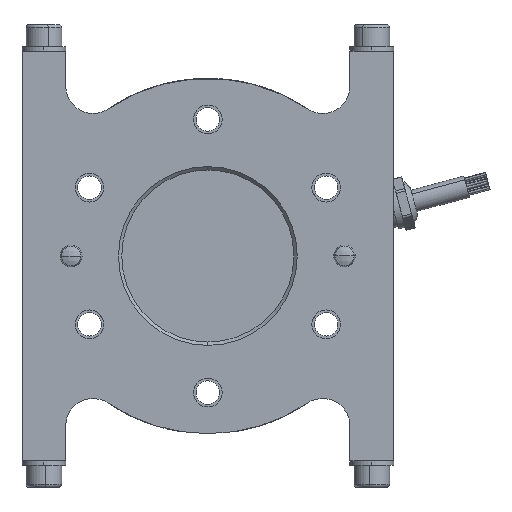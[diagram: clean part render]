
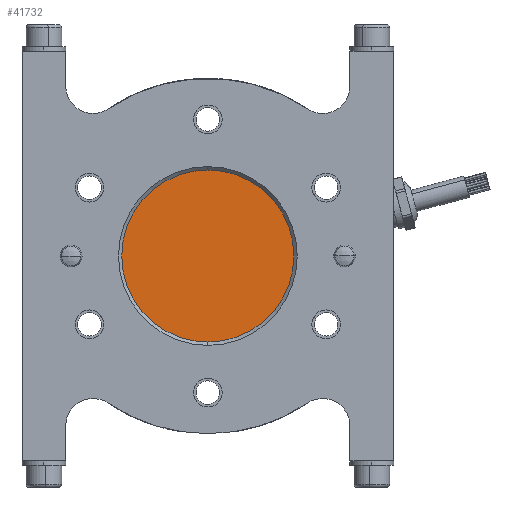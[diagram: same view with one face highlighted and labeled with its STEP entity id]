
A CAD part, front view. The second image highlights one B-rep face of the part: STEP entity #41732.
In plain terms, the highlighted planar face has unit normal (0, -1, 0).
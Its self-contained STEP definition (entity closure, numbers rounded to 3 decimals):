
#1220 = DIRECTION ( 'NONE',  ( 0., -1., 0. ) ) ;
#1327 = CIRCLE ( 'NONE', #17529, 3. ) ;
#1701 = AXIS2_PLACEMENT_3D ( 'NONE', #34519, #1220, #40115 ) ;
#2522 = VERTEX_POINT ( 'NONE', #3300 ) ;
#2858 = CARTESIAN_POINT ( 'NONE',  ( -16.693, -27.9, -35.799 ) ) ;
#2927 = CARTESIAN_POINT ( 'NONE',  ( 35.799, -27.9, -16.693 ) ) ;
#3040 = ORIENTED_EDGE ( 'NONE', *, *, #29308, .F. ) ;
#3258 = ORIENTED_EDGE ( 'NONE', *, *, #45543, .F. ) ;
#3300 = CARTESIAN_POINT ( 'NONE',  ( 0., -27.9, -45. ) ) ;
#3355 = ORIENTED_EDGE ( 'NONE', *, *, #69433, .F. ) ;
#4157 = DIRECTION ( 'NONE',  ( 0., -1., 0. ) ) ;
#4202 = CIRCLE ( 'NONE', #30176, 3. ) ;
#5884 = CARTESIAN_POINT ( 'NONE',  ( 0., -27.9, 0. ) ) ;
#8269 = AXIS2_PLACEMENT_3D ( 'NONE', #2927, #41839, #8514 ) ;
#8441 = DIRECTION ( 'NONE',  ( 0., 0., 1. ) ) ;
#8514 = DIRECTION ( 'NONE',  ( 0., 0., 1. ) ) ;
#10091 = CARTESIAN_POINT ( 'NONE',  ( -35.799, -27.9, 16.693 ) ) ;
#10418 = EDGE_CURVE ( 'NONE', #40404, #28147, #46579, .T. ) ;
#10668 = AXIS2_PLACEMENT_3D ( 'NONE', #46333, #12990, #51930 ) ;
#11471 = DIRECTION ( 'NONE',  ( 0., 0., 1. ) ) ;
#11781 = CARTESIAN_POINT ( 'NONE',  ( 16.693, -27.9, 35.799 ) ) ;
#12990 = DIRECTION ( 'NONE',  ( 0., 1., 0. ) ) ;
#14553 = FACE_BOUND ( 'NONE', #22907, .T. ) ;
#15704 = CARTESIAN_POINT ( 'NONE',  ( 16.693, -27.9, 35.799 ) ) ;
#15707 = DIRECTION ( 'NONE',  ( 0., 0., 1. ) ) ;
#16699 = VERTEX_POINT ( 'NONE', #52723 ) ;
#17378 = DIRECTION ( 'NONE',  ( 0., 0., 1. ) ) ;
#17529 = AXIS2_PLACEMENT_3D ( 'NONE', #2858, #41768, #8441 ) ;
#18334 = PLANE ( 'NONE',  #10668 ) ;
#20948 = CARTESIAN_POINT ( 'NONE',  ( -35.799, -27.9, 16.693 ) ) ;
#21277 = DIRECTION ( 'NONE',  ( 0., 0., 1. ) ) ;
#21903 = EDGE_LOOP ( 'NONE', ( #3355, #25541 ) ) ;
#22907 = EDGE_LOOP ( 'NONE', ( #23711, #45798 ) ) ;
#23620 = CIRCLE ( 'NONE', #34710, 3. ) ;
#23697 = CARTESIAN_POINT ( 'NONE',  ( -35.799, -27.9, 19.693 ) ) ;
#23711 = ORIENTED_EDGE ( 'NONE', *, *, #60027, .F. ) ;
#25541 = ORIENTED_EDGE ( 'NONE', *, *, #53111, .F. ) ;
#25806 = CARTESIAN_POINT ( 'NONE',  ( 35.799, -27.9, -16.693 ) ) ;
#26513 = DIRECTION ( 'NONE',  ( 0., 0., 1. ) ) ;
#26884 = CARTESIAN_POINT ( 'NONE',  ( 35.799, -27.9, -13.693 ) ) ;
#27891 = VERTEX_POINT ( 'NONE', #55965 ) ;
#28147 = VERTEX_POINT ( 'NONE', #52971 ) ;
#28482 = CIRCLE ( 'NONE', #68150, 3. ) ;
#29308 = EDGE_CURVE ( 'NONE', #57044, #53005, #42987, .T. ) ;
#30176 = AXIS2_PLACEMENT_3D ( 'NONE', #11781, #50716, #17378 ) ;
#31398 = DIRECTION ( 'NONE',  ( 0., 0., 1. ) ) ;
#32403 = EDGE_CURVE ( 'NONE', #27891, #2522, #51783, .T. ) ;
#34519 = CARTESIAN_POINT ( 'NONE',  ( 0., -27.9, 0. ) ) ;
#34710 = AXIS2_PLACEMENT_3D ( 'NONE', #37466, #4157, #43065 ) ;
#37466 = CARTESIAN_POINT ( 'NONE',  ( -16.693, -27.9, -35.799 ) ) ;
#38202 = AXIS2_PLACEMENT_3D ( 'NONE', #25806, #64744, #31398 ) ;
#38867 = VERTEX_POINT ( 'NONE', #44980 ) ;
#39138 = CIRCLE ( 'NONE', #1701, 45. ) ;
#40115 = DIRECTION ( 'NONE',  ( 0., 0., 1. ) ) ;
#40404 = VERTEX_POINT ( 'NONE', #23697 ) ;
#40626 = AXIS2_PLACEMENT_3D ( 'NONE', #5884, #44826, #11471 ) ;
#41732 = ADVANCED_FACE ( 'NONE', ( #44209, #72035, #57247, #14553, #42424 ), #18334, .F. ) ;
#41768 = DIRECTION ( 'NONE',  ( 0., -1., 0. ) ) ;
#41839 = DIRECTION ( 'NONE',  ( 0., -1., 0. ) ) ;
#42424 = FACE_OUTER_BOUND ( 'NONE', #67059, .T. ) ;
#42987 = CIRCLE ( 'NONE', #38202, 3. ) ;
#43065 = DIRECTION ( 'NONE',  ( 0., 0., 1. ) ) ;
#44144 = CARTESIAN_POINT ( 'NONE',  ( 16.693, -27.9, 32.799 ) ) ;
#44209 = FACE_BOUND ( 'NONE', #45715, .T. ) ;
#44826 = DIRECTION ( 'NONE',  ( 0., -1., 0. ) ) ;
#44980 = CARTESIAN_POINT ( 'NONE',  ( -16.693, -27.9, -32.799 ) ) ;
#45543 = EDGE_CURVE ( 'NONE', #28147, #40404, #61048, .T. ) ;
#45715 = EDGE_LOOP ( 'NONE', ( #57497, #3040 ) ) ;
#45798 = ORIENTED_EDGE ( 'NONE', *, *, #50826, .F. ) ;
#45901 = AXIS2_PLACEMENT_3D ( 'NONE', #20948, #59875, #26513 ) ;
#46333 = CARTESIAN_POINT ( 'NONE',  ( 0., -27.9, 0. ) ) ;
#46579 = CIRCLE ( 'NONE', #45901, 3. ) ;
#49014 = DIRECTION ( 'NONE',  ( 0., -1., 0. ) ) ;
#50716 = DIRECTION ( 'NONE',  ( 0., -1., 0. ) ) ;
#50749 = CIRCLE ( 'NONE', #8269, 3. ) ;
#50826 = EDGE_CURVE ( 'NONE', #61737, #38867, #1327, .T. ) ;
#51058 = CARTESIAN_POINT ( 'NONE',  ( -16.693, -27.9, -38.799 ) ) ;
#51446 = ORIENTED_EDGE ( 'NONE', *, *, #32403, .T. ) ;
#51783 = CIRCLE ( 'NONE', #40626, 45. ) ;
#51930 = DIRECTION ( 'NONE',  ( 0., 0., -1. ) ) ;
#52723 = CARTESIAN_POINT ( 'NONE',  ( 16.693, -27.9, 38.799 ) ) ;
#52971 = CARTESIAN_POINT ( 'NONE',  ( -35.799, -27.9, 13.693 ) ) ;
#53005 = VERTEX_POINT ( 'NONE', #26884 ) ;
#53111 = EDGE_CURVE ( 'NONE', #56565, #16699, #4202, .T. ) ;
#54611 = DIRECTION ( 'NONE',  ( 0., -1., 0. ) ) ;
#55965 = CARTESIAN_POINT ( 'NONE',  ( 0., -27.9, 45. ) ) ;
#55995 = ORIENTED_EDGE ( 'NONE', *, *, #61700, .T. ) ;
#56565 = VERTEX_POINT ( 'NONE', #44144 ) ;
#57044 = VERTEX_POINT ( 'NONE', #59865 ) ;
#57247 = FACE_BOUND ( 'NONE', #64736, .T. ) ;
#57497 = ORIENTED_EDGE ( 'NONE', *, *, #63688, .F. ) ;
#58296 = ORIENTED_EDGE ( 'NONE', *, *, #10418, .F. ) ;
#59865 = CARTESIAN_POINT ( 'NONE',  ( 35.799, -27.9, -19.693 ) ) ;
#59875 = DIRECTION ( 'NONE',  ( 0., -1., 0. ) ) ;
#60027 = EDGE_CURVE ( 'NONE', #38867, #61737, #23620, .T. ) ;
#61048 = CIRCLE ( 'NONE', #64916, 3. ) ;
#61700 = EDGE_CURVE ( 'NONE', #2522, #27891, #39138, .T. ) ;
#61737 = VERTEX_POINT ( 'NONE', #51058 ) ;
#63688 = EDGE_CURVE ( 'NONE', #53005, #57044, #50749, .T. ) ;
#64736 = EDGE_LOOP ( 'NONE', ( #58296, #3258 ) ) ;
#64744 = DIRECTION ( 'NONE',  ( 0., -1., 0. ) ) ;
#64916 = AXIS2_PLACEMENT_3D ( 'NONE', #10091, #49014, #15707 ) ;
#67059 = EDGE_LOOP ( 'NONE', ( #51446, #55995 ) ) ;
#68150 = AXIS2_PLACEMENT_3D ( 'NONE', #15704, #54611, #21277 ) ;
#69433 = EDGE_CURVE ( 'NONE', #16699, #56565, #28482, .T. ) ;
#72035 = FACE_BOUND ( 'NONE', #21903, .T. ) ;
